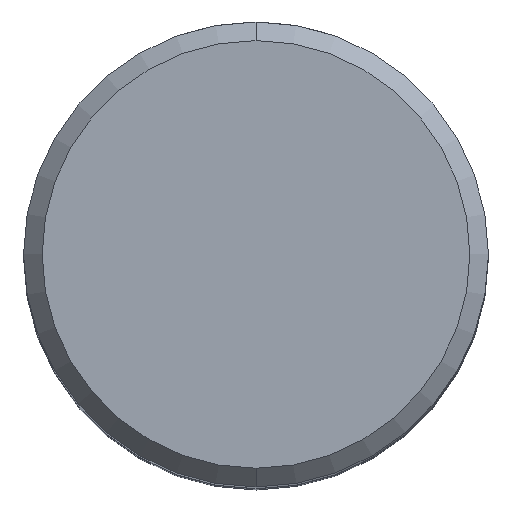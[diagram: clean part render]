
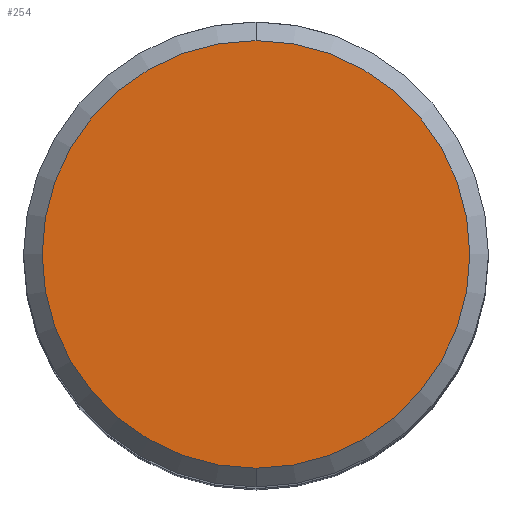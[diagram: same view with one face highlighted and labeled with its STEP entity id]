
A CAD part, top view. The second image highlights one B-rep face of the part: STEP entity #254.
In plain terms, the highlighted planar face has unit normal (0, 0, 1).
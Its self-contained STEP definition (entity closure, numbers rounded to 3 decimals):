
#254=ADVANCED_FACE('',(#629),#630,.T.);
#278=VERTEX_POINT('',#655);
#292=EDGE_CURVE('',#278,#474,#670,.T.);
#440=EDGE_CURVE('',#474,#278,#828,.T.);
#474=VERTEX_POINT('',#871);
#629=FACE_OUTER_BOUND('',#1071,.T.);
#630=PLANE('',#1072);
#655=CARTESIAN_POINT('',(0.,-11.5,0.0));
#670=CIRCLE('',#1180,11.5);
#828=CIRCLE('',#1600,11.5);
#871=CARTESIAN_POINT('',(0.0,11.5,0.0));
#1071=EDGE_LOOP('',(#1929,#1930));
#1072=AXIS2_PLACEMENT_3D('',#1931,#1932,#1933);
#1180=AXIS2_PLACEMENT_3D('',#1965,#1966,#1967);
#1600=AXIS2_PLACEMENT_3D('',#2112,#2113,#2114);
#1929=ORIENTED_EDGE('',*,*,#440,.F.);
#1930=ORIENTED_EDGE('',*,*,#292,.F.);
#1931=CARTESIAN_POINT('',(0.0,5.75,0.0));
#1932=DIRECTION('',(-0.0,0.0,1.0));
#1933=DIRECTION('',(0.0,-1.0,0.0));
#1965=CARTESIAN_POINT('',(0.0,0.0,0.0));
#1966=DIRECTION('',(0.0,0.0,-1.0));
#1967=DIRECTION('',(0.0,1.0,0.0));
#2112=CARTESIAN_POINT('',(0.0,0.0,0.0));
#2113=DIRECTION('',(0.0,0.0,-1.0));
#2114=DIRECTION('',(0.0,1.0,0.0));
